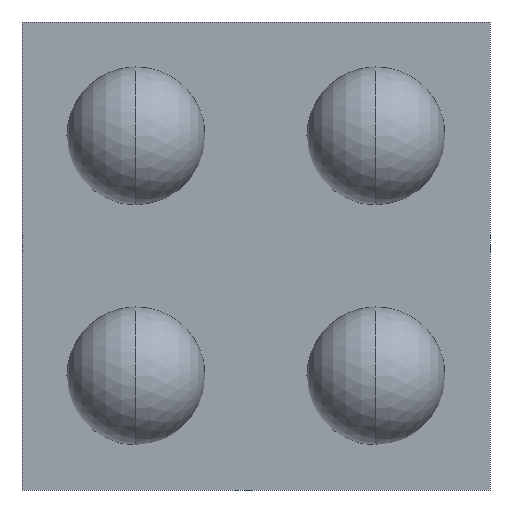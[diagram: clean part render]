
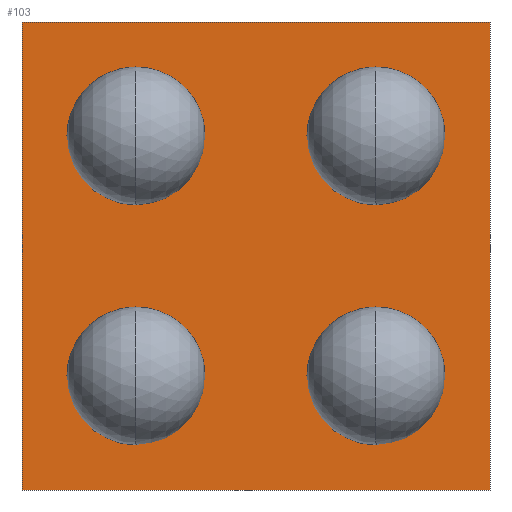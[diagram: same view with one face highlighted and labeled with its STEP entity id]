
A CAD part, front view. The second image highlights one B-rep face of the part: STEP entity #103.
In plain terms, the highlighted planar face has unit normal (0, -1, 0).
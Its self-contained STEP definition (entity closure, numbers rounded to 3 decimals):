
#32 = VECTOR ( 'NONE', #368, 1000. ) ;
#33 = PLANE ( 'NONE',  #344 ) ;
#79 = DIRECTION ( 'NONE',  ( 0., 0., 1. ) ) ;
#85 = FACE_OUTER_BOUND ( 'NONE', #533, .T. ) ;
#92 = EDGE_CURVE ( 'NONE', #617, #227, #260, .T. ) ;
#93 = CARTESIAN_POINT ( 'NONE',  ( 0.39, 0.19, -0.39 ) ) ;
#98 = CARTESIAN_POINT ( 'NONE',  ( -0.39, 0.19, 0.39 ) ) ;
#103 = ADVANCED_FACE ( 'NONE', ( #85 ), #33, .F. ) ;
#146 = DIRECTION ( 'NONE',  ( 0., 1., 0. ) ) ;
#147 = ORIENTED_EDGE ( 'NONE', *, *, #466, .T. ) ;
#166 = EDGE_CURVE ( 'NONE', #227, #525, #372, .T. ) ;
#167 = CARTESIAN_POINT ( 'NONE',  ( 0.39, 0.19, 0.39 ) ) ;
#195 = VECTOR ( 'NONE', #556, 1000. ) ;
#227 = VERTEX_POINT ( 'NONE', #167 ) ;
#237 = LINE ( 'NONE', #543, #195 ) ;
#243 = LINE ( 'NONE', #386, #453 ) ;
#252 = DIRECTION ( 'NONE',  ( 0., 0., 1. ) ) ;
#260 = LINE ( 'NONE', #363, #356 ) ;
#344 = AXIS2_PLACEMENT_3D ( 'NONE', #415, #146, #252 ) ;
#356 = VECTOR ( 'NONE', #79, 1000. ) ;
#359 = EDGE_CURVE ( 'NONE', #525, #698, #243, .T. ) ;
#363 = CARTESIAN_POINT ( 'NONE',  ( 0.39, 0.19, 0.39 ) ) ;
#368 = DIRECTION ( 'NONE',  ( -1., 0., 0. ) ) ;
#372 = LINE ( 'NONE', #98, #32 ) ;
#386 = CARTESIAN_POINT ( 'NONE',  ( -0.39, 0.19, 0.39 ) ) ;
#415 = CARTESIAN_POINT ( 'NONE',  ( 0., 0.19, 0. ) ) ;
#435 = CARTESIAN_POINT ( 'NONE',  ( -0.39, 0.19, -0.39 ) ) ;
#453 = VECTOR ( 'NONE', #596, 1000. ) ;
#466 = EDGE_CURVE ( 'NONE', #698, #617, #237, .T. ) ;
#474 = ORIENTED_EDGE ( 'NONE', *, *, #166, .T. ) ;
#498 = CARTESIAN_POINT ( 'NONE',  ( -0.39, 0.19, 0.39 ) ) ;
#525 = VERTEX_POINT ( 'NONE', #498 ) ;
#533 = EDGE_LOOP ( 'NONE', ( #663, #474, #652, #147 ) ) ;
#543 = CARTESIAN_POINT ( 'NONE',  ( -0.39, 0.19, -0.39 ) ) ;
#556 = DIRECTION ( 'NONE',  ( 1., 0., 0. ) ) ;
#596 = DIRECTION ( 'NONE',  ( 0., 0., -1. ) ) ;
#617 = VERTEX_POINT ( 'NONE', #93 ) ;
#652 = ORIENTED_EDGE ( 'NONE', *, *, #359, .T. ) ;
#663 = ORIENTED_EDGE ( 'NONE', *, *, #92, .T. ) ;
#698 = VERTEX_POINT ( 'NONE', #435 ) ;
